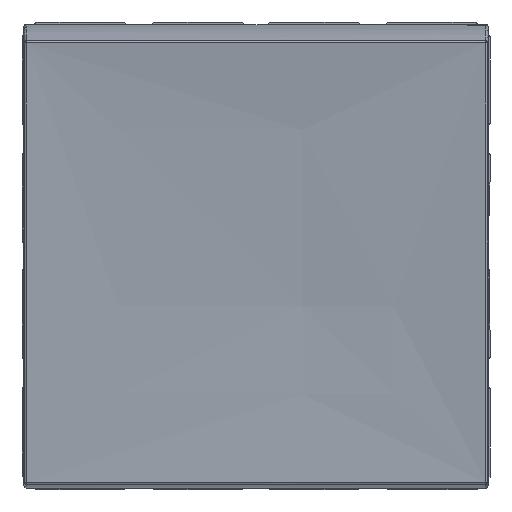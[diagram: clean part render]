
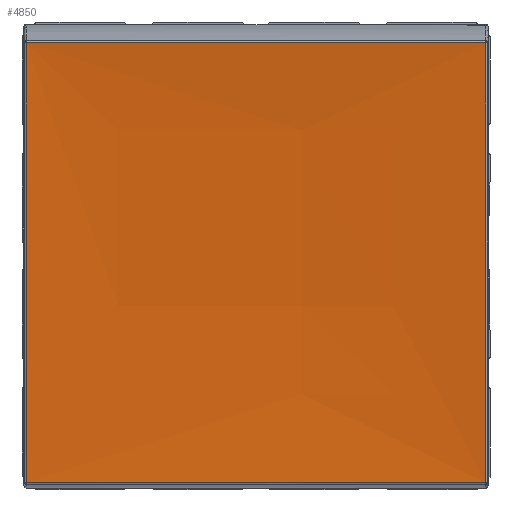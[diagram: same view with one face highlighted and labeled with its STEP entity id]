
A CAD part, top view. The second image highlights one B-rep face of the part: STEP entity #4850.
In plain terms, the highlighted free-form (B-spline) face has degree [5, 5] with [6, 6] control points.
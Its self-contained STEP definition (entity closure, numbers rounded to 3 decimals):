
#3198=CARTESIAN_POINT('Vertex',(-22.093,-21.823,-22.405)) ;
#3225=CARTESIAN_POINT('Vertex',(22.093,-21.823,-22.405)) ;
#3229=CARTESIAN_POINT('Control Point',(-22.093,-21.823,-22.405)) ;
#3230=CARTESIAN_POINT('Control Point',(-17.131,-21.819,-22.409)) ;
#3231=CARTESIAN_POINT('Control Point',(-12.169,-21.815,-22.413)) ;
#3232=CARTESIAN_POINT('Control Point',(-7.214,-21.812,-22.415)) ;
#3233=CARTESIAN_POINT('Control Point',(1.468,-21.81,-22.416)) ;
#3234=CARTESIAN_POINT('Control Point',(10.151,-21.814,-22.413)) ;
#3235=CARTESIAN_POINT('Control Point',(13.871,-21.816,-22.411)) ;
#3236=CARTESIAN_POINT('Control Point',(17.747,-21.819,-22.409)) ;
#3237=CARTESIAN_POINT('Control Point',(21.624,-21.823,-22.406)) ;
#3238=CARTESIAN_POINT('Control Point',(21.78,-21.823,-22.405)) ;
#3239=CARTESIAN_POINT('Control Point',(21.937,-21.823,-22.405)) ;
#3240=CARTESIAN_POINT('Control Point',(22.093,-21.823,-22.405)) ;
#3494=CARTESIAN_POINT('Vertex',(22.093,20.493,-17.958)) ;
#3498=CARTESIAN_POINT('Control Point',(22.093,-21.823,-22.405)) ;
#3499=CARTESIAN_POINT('Control Point',(22.088,-17.05,-21.911)) ;
#3500=CARTESIAN_POINT('Control Point',(22.083,-12.276,-21.415)) ;
#3501=CARTESIAN_POINT('Control Point',(22.08,-7.503,-20.918)) ;
#3502=CARTESIAN_POINT('Control Point',(22.078,0.85,-20.042)) ;
#3503=CARTESIAN_POINT('Control Point',(22.082,9.202,-19.159)) ;
#3504=CARTESIAN_POINT('Control Point',(22.085,12.781,-18.779)) ;
#3505=CARTESIAN_POINT('Control Point',(22.088,16.471,-18.386)) ;
#3506=CARTESIAN_POINT('Control Point',(22.092,20.161,-17.993)) ;
#3507=CARTESIAN_POINT('Control Point',(22.093,20.271,-17.981)) ;
#3508=CARTESIAN_POINT('Control Point',(22.093,20.382,-17.969)) ;
#3509=CARTESIAN_POINT('Control Point',(22.093,20.493,-17.958)) ;
#3578=CARTESIAN_POINT('Vertex',(-22.093,20.493,-17.958)) ;
#3700=CARTESIAN_POINT('Control Point',(-22.093,20.493,-17.958)) ;
#3701=CARTESIAN_POINT('Control Point',(-22.092,19.97,-18.013)) ;
#3702=CARTESIAN_POINT('Control Point',(-22.092,19.447,-18.069)) ;
#3703=CARTESIAN_POINT('Control Point',(-22.091,18.926,-18.125)) ;
#3704=CARTESIAN_POINT('Control Point',(-22.085,13.504,-18.702)) ;
#3705=CARTESIAN_POINT('Control Point',(-22.081,8.081,-19.278)) ;
#3706=CARTESIAN_POINT('Control Point',(-22.079,3.175,-19.797)) ;
#3707=CARTESIAN_POINT('Control Point',(-22.079,-4.114,-20.563)) ;
#3708=CARTESIAN_POINT('Control Point',(-22.083,-11.403,-21.323)) ;
#3709=CARTESIAN_POINT('Control Point',(-22.085,-13.79,-21.572)) ;
#3710=CARTESIAN_POINT('Control Point',(-22.088,-16.826,-21.887)) ;
#3711=CARTESIAN_POINT('Control Point',(-22.091,-19.862,-22.202)) ;
#3712=CARTESIAN_POINT('Control Point',(-22.091,-20.514,-22.269)) ;
#3713=CARTESIAN_POINT('Control Point',(-22.092,-21.167,-22.337)) ;
#3714=CARTESIAN_POINT('Control Point',(-22.093,-21.823,-22.405)) ;
#3830=CARTESIAN_POINT('Control Point',(22.093,20.493,-17.958)) ;
#3831=CARTESIAN_POINT('Control Point',(17.131,20.489,-17.963)) ;
#3832=CARTESIAN_POINT('Control Point',(12.169,20.486,-17.967)) ;
#3833=CARTESIAN_POINT('Control Point',(7.214,20.484,-17.97)) ;
#3834=CARTESIAN_POINT('Control Point',(-1.468,20.482,-17.971)) ;
#3835=CARTESIAN_POINT('Control Point',(-10.151,20.485,-17.968)) ;
#3836=CARTESIAN_POINT('Control Point',(-13.871,20.487,-17.965)) ;
#3837=CARTESIAN_POINT('Control Point',(-17.747,20.489,-17.962)) ;
#3838=CARTESIAN_POINT('Control Point',(-21.624,20.492,-17.958)) ;
#3839=CARTESIAN_POINT('Control Point',(-21.78,20.492,-17.958)) ;
#3840=CARTESIAN_POINT('Control Point',(-21.937,20.492,-17.958)) ;
#3841=CARTESIAN_POINT('Control Point',(-22.093,20.493,-17.958)) ;
#4808=CARTESIAN_POINT('Control Point',(-22.35,20.642,-17.942)) ;
#4809=CARTESIAN_POINT('Control Point',(-22.35,12.119,-18.838)) ;
#4810=CARTESIAN_POINT('Control Point',(-22.35,3.596,-19.733)) ;
#4811=CARTESIAN_POINT('Control Point',(-22.35,-4.927,-20.629)) ;
#4812=CARTESIAN_POINT('Control Point',(-22.35,-13.45,-21.526)) ;
#4813=CARTESIAN_POINT('Control Point',(-22.35,-21.972,-22.421)) ;
#4814=CARTESIAN_POINT('Control Point',(-13.41,20.642,-17.942)) ;
#4815=CARTESIAN_POINT('Control Point',(-13.41,12.163,-19.261)) ;
#4816=CARTESIAN_POINT('Control Point',(-13.41,3.675,-20.485)) ;
#4817=CARTESIAN_POINT('Control Point',(-13.41,-4.848,-21.38)) ;
#4818=CARTESIAN_POINT('Control Point',(-13.41,-13.405,-21.949)) ;
#4819=CARTESIAN_POINT('Control Point',(-13.41,-21.972,-22.421)) ;
#4820=CARTESIAN_POINT('Control Point',(-4.47,20.642,-17.942)) ;
#4821=CARTESIAN_POINT('Control Point',(-4.47,12.198,-19.589)) ;
#4822=CARTESIAN_POINT('Control Point',(-4.47,3.747,-21.167)) ;
#4823=CARTESIAN_POINT('Control Point',(-4.47,-4.776,-22.063)) ;
#4824=CARTESIAN_POINT('Control Point',(-4.47,-13.371,-22.276)) ;
#4825=CARTESIAN_POINT('Control Point',(-4.47,-21.972,-22.421)) ;
#4826=CARTESIAN_POINT('Control Point',(4.47,20.642,-17.942)) ;
#4827=CARTESIAN_POINT('Control Point',(4.47,12.198,-19.589)) ;
#4828=CARTESIAN_POINT('Control Point',(4.47,3.747,-21.167)) ;
#4829=CARTESIAN_POINT('Control Point',(4.47,-4.776,-22.063)) ;
#4830=CARTESIAN_POINT('Control Point',(4.47,-13.371,-22.276)) ;
#4831=CARTESIAN_POINT('Control Point',(4.47,-21.972,-22.421)) ;
#4832=CARTESIAN_POINT('Control Point',(13.41,20.642,-17.942)) ;
#4833=CARTESIAN_POINT('Control Point',(13.41,12.163,-19.261)) ;
#4834=CARTESIAN_POINT('Control Point',(13.41,3.675,-20.485)) ;
#4835=CARTESIAN_POINT('Control Point',(13.41,-4.848,-21.38)) ;
#4836=CARTESIAN_POINT('Control Point',(13.41,-13.405,-21.949)) ;
#4837=CARTESIAN_POINT('Control Point',(13.41,-21.972,-22.421)) ;
#4838=CARTESIAN_POINT('Control Point',(22.35,20.642,-17.942)) ;
#4839=CARTESIAN_POINT('Control Point',(22.35,12.119,-18.838)) ;
#4840=CARTESIAN_POINT('Control Point',(22.35,3.596,-19.733)) ;
#4841=CARTESIAN_POINT('Control Point',(22.35,-4.927,-20.629)) ;
#4842=CARTESIAN_POINT('Control Point',(22.35,-13.45,-21.526)) ;
#4843=CARTESIAN_POINT('Control Point',(22.35,-21.972,-22.421)) ;
#4845=ORIENTED_EDGE('',*,*,#3715,.T.) ;
#4846=ORIENTED_EDGE('',*,*,#3241,.T.) ;
#4847=ORIENTED_EDGE('',*,*,#3510,.T.) ;
#4848=ORIENTED_EDGE('',*,*,#3842,.T.) ;
#4850=ADVANCED_FACE('PartBody',(#4849),#4807,.F.) ;
#3228=B_SPLINE_CURVE_WITH_KNOTS('',5,(#3229,#3230,#3231,#3232,#3233,#3234,#3235,#3236,#3237,#3238,#3239,#3240),.UNSPECIFIED.,.F.,.U.,(6,3,3,6),(12.892,47.976,74.283,75.388),.UNSPECIFIED.) ;
#3497=B_SPLINE_CURVE_WITH_KNOTS('',5,(#3498,#3499,#3500,#3501,#3502,#3503,#3504,#3505,#3506,#3507,#3508,#3509),.UNSPECIFIED.,.F.,.U.,(6,3,3,6),(13.875,47.81,73.262,74.049),.UNSPECIFIED.) ;
#3699=B_SPLINE_CURVE_WITH_KNOTS('',5,(#3700,#3701,#3702,#3703,#3704,#3705,#3706,#3707,#3708,#3709,#3710,#3711,#3712,#3713,#3714),.UNSPECIFIED.,.F.,.U.,(6,3,3,3,6),(13.799,17.503,52.357,69.324,73.942),.UNSPECIFIED.) ;
#3829=B_SPLINE_CURVE_WITH_KNOTS('',5,(#3830,#3831,#3832,#3833,#3834,#3835,#3836,#3837,#3838,#3839,#3840,#3841),.UNSPECIFIED.,.F.,.U.,(6,3,3,6),(12.892,47.976,74.283,75.388),.UNSPECIFIED.) ;
#4807=B_SPLINE_SURFACE_WITH_KNOTS('',5,5,((#4808,#4809,#4810,#4811,#4812,#4813),(#4814,#4815,#4816,#4817,#4818,#4819),(#4820,#4821,#4822,#4823,#4824,#4825),(#4826,#4827,#4828,#4829,#4830,#4831),(#4832,#4833,#4834,#4835,#4836,#4837),(#4838,#4839,#4840,#4841,#4842,#4843)),.UNSPECIFIED.,.F.,.F.,.U.,(6,6),(6,6),(-22.35,22.35),(-21.425,21.425),.UNSPECIFIED.) ;
#3241=EDGE_CURVE('',#3199,#3226,#3228,.T.) ;
#3510=EDGE_CURVE('',#3226,#3495,#3497,.T.) ;
#3715=EDGE_CURVE('',#3579,#3199,#3699,.T.) ;
#3842=EDGE_CURVE('',#3495,#3579,#3829,.T.) ;
#4844=EDGE_LOOP('',(#4845,#4846,#4847,#4848)) ;
#4849=FACE_OUTER_BOUND('',#4844,.T.) ;
#3199=VERTEX_POINT('',#3198) ;
#3226=VERTEX_POINT('',#3225) ;
#3495=VERTEX_POINT('',#3494) ;
#3579=VERTEX_POINT('',#3578) ;
